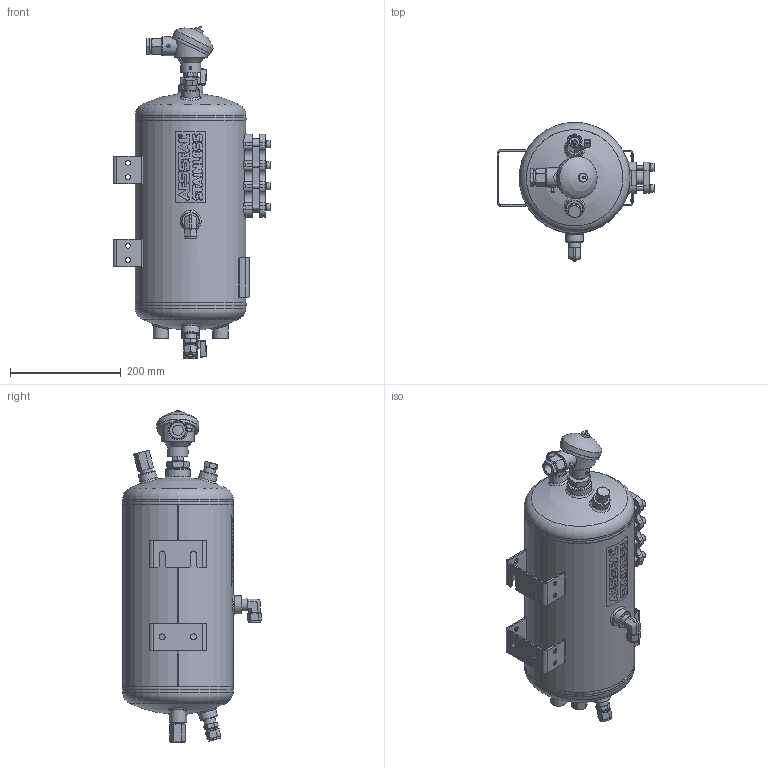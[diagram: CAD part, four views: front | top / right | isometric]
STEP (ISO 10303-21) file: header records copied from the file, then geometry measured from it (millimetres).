
FILE_DESCRIPTION(/* description */ ('Unknown','CAx-IF Rec.Pracs.---Representation and Presentation of Product Manufacturing Information (PMI)---4.0---2014-10-13','CAx-IF Rec.Pracs.---3D Tessellated Geometry---0.4---2014-09-14','2;1'),/* implementation_level */ '2;1');
FILE_NAME(/* name */ 'P112CCSASA--B-',/* time_stamp */ '2023-03-15T15:42:32+00:00',/* author */ ('Unknown'),/* organization */ ('Unknown'),/* preprocessor_version */ 'ST-DEVELOPER v16.7',/* originating_system */ 'Solid Edge',/* authorisation */ 'Unknown');
FILE_SCHEMA (('AP242_MANAGED_MODEL_BASED_3D_ENGINEERING_MIM_LF { 1 0 10303 442 1 1 4 }'));
Length unit declared in the file: millimetre
Products named in the file (37): 3092143; 2039393; 2039388; 2032857; 2051466; 2015923; 2011208; 2032893; 2011133; 2032873; 2039393_812_2,862_Fillet 7_oa_0; 2039393_812_2,862_Fillet 7_oa_1; 2039393_812_2,862_Fillet 7_oa_2; 2051700; 2030293; 2032147; 2039393_812_2,862_Fillet 7_oa_3; 2039393_812_2,862_Fillet 7_oa_4; 2039393_812_2,862_Fillet 7_oa_5; 2039393_812_2,862_Fillet 7_oa_6; 2050292; 2038629; 2038627; 2033305; 2054694; 2038628; 2051513; 2051512; 2012850; 2026342; 2026306; 2030518; 2075344; 2026418; 2026443; 3001704; 3001705
Assembly tree (60 placements, depth 4):
  3092143
    2039393
      2039388
      2032857
      2051466
      2015923  x5
      2011208
      2032893
      2011133
      2032873
      2039393_812_2,862_Fillet 7_oa_0
      2039393_812_2,862_Fillet 7_oa_1
      2039393_812_2,862_Fillet 7_oa_2
      2051700  x4
      2030293
      2032147  x2
      2039393_812_2,862_Fillet 7_oa_3
      2039393_812_2,862_Fillet 7_oa_4
      2039393_812_2,862_Fillet 7_oa_5
      2039393_812_2,862_Fillet 7_oa_6
      2050292
      2038629
        2038627
        2033305  x2
        2054694
        2038628
        2051513  x8
        2051512  x8
      2012850
    2026342
    2026306  x2
    2030518
    2075344
    2026418
    2026443
    3001704
    3001705
Bounding box: 285 x 251.87 x 600.89 mm (x, y, z)
Volume: 1658832.2 mm3; surface area: 1162910.2 mm2
Topology: 80 solids, 80 shells, 2158 faces, 5335 edges, 3593 vertices
Faces by surface type: plane 1041, cylinder 531, cone 308, bspline 189, torus 79, sphere 10
Full cylindrical faces by diameter (mm): 2 x4, 3.2 x4, 3.3 x2, 3.5 x4, 4 x5, 4.5 x2, 5 x4, 6.35 x4, 6.45 x8, 6.47 x8, 6.8 x8, 8 x18, 9 x16, 9.5 x2, 10 x6, 10.16 x1, 10.414 x1, 10.922 x1, 11 x2, 12.7 x4, 13 x10, 15.2 x2, 15.94 x1, 16 x1, 17.323 x1, 18 x2, 18.542 x1, 18.923 x5, 19 x3, 19.263 x6
Entity records: 78444 total; most frequent: CARTESIAN_POINT 34832, ORIENTED_EDGE 8190, DIRECTION 6426, EDGE_CURVE 4095, VERTEX_POINT 2958, AXIS2_PLACEMENT_3D 2354, FACE_BOUND 2333, EDGE_LOOP 2332
